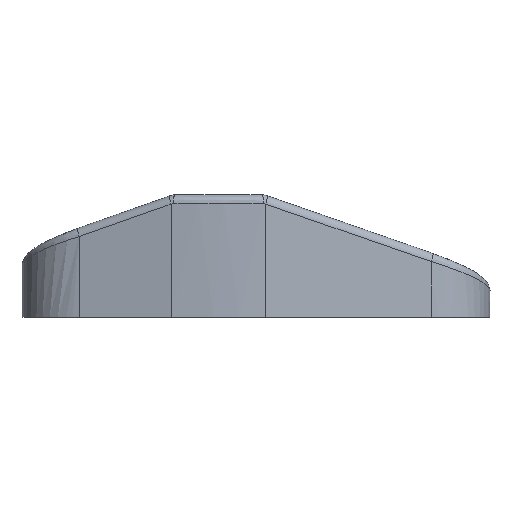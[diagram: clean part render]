
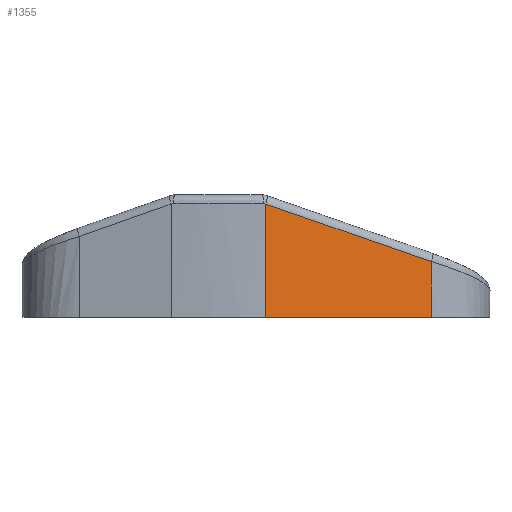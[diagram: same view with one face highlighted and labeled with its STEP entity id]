
A CAD part, front view. The second image highlights one B-rep face of the part: STEP entity #1355.
In plain terms, the highlighted planar face has unit normal (0.166, -0.986, 0).
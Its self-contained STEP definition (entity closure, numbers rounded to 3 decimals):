
#21 = EDGE_CURVE('',#22,#24,#26,.T.);
#22 = VERTEX_POINT('',#23);
#23 = CARTESIAN_POINT('',(52.199,-243.477,39.792
    ));
#24 = VERTEX_POINT('',#25);
#25 = CARTESIAN_POINT('',(52.199,-243.477,169.947
    ));
#26 = SURFACE_CURVE('',#27,(#31,#45),.PCURVE_S1.);
#27 = LINE('',#28,#29);
#28 = CARTESIAN_POINT('',(52.199,-243.477,32.054
    ));
#29 = VECTOR('',#30,1.);
#30 = DIRECTION('',(0.,0.,1.));
#31 = PCURVE('',#32,#40);
#32 = SURFACE_OF_LINEAR_EXTRUSION('',#33,#38);
#33 = CIRCLE('',#34,462.458);
#34 = AXIS2_PLACEMENT_3D('',#35,#36,#37);
#35 = CARTESIAN_POINT('',(1.869,212.301,-27.95
    ));
#36 = DIRECTION('',(0.,-0.131,-0.991)
  );
#37 = DIRECTION('',(0.109,-0.986,0.13));
#38 = VECTOR('',#39,1.);
#39 = DIRECTION('',(0.,0.,1.));
#40 = DEFINITIONAL_REPRESENTATION('',(#41),#44);
#41 = B_SPLINE_CURVE_WITH_KNOTS('',1,(#42,#43),.UNSPECIFIED.,.F.,.F.,(2,
    2),(0.,150.),.PIECEWISE_BEZIER_KNOTS.);
#42 = CARTESIAN_POINT('',(0.,0.));
#43 = CARTESIAN_POINT('',(0.,150.));
#44 = ( GEOMETRIC_REPRESENTATION_CONTEXT(2) 
PARAMETRIC_REPRESENTATION_CONTEXT() REPRESENTATION_CONTEXT('2D SPACE',''
  ) );
#45 = PCURVE('',#46,#51);
#46 = PLANE('',#47);
#47 = AXIS2_PLACEMENT_3D('',#48,#49,#50);
#48 = CARTESIAN_POINT('',(147.277,-227.44,
    74.031));
#49 = DIRECTION('',(0.166,-0.986,0.));
#50 = DIRECTION('',(0.933,0.157,-0.324));
#51 = DEFINITIONAL_REPRESENTATION('',(#52),#56);
#52 = LINE('',#53,#54);
#53 = CARTESIAN_POINT('',(-77.618,-70.954));
#54 = VECTOR('',#55,1.);
#55 = DIRECTION('',(-0.324,0.946));
#56 = ( GEOMETRIC_REPRESENTATION_CONTEXT(2) 
PARAMETRIC_REPRESENTATION_CONTEXT() REPRESENTATION_CONTEXT('2D SPACE',''
  ) );
#96 = PLANE('',#97);
#97 = AXIS2_PLACEMENT_3D('',#98,#99,#100);
#98 = CARTESIAN_POINT('',(-400.,-321.738,39.792));
#99 = DIRECTION('',(0.,0.,1.));
#100 = DIRECTION('',(1.,0.,0.));
#1355 = ADVANCED_FACE('',(#1356),#46,.T.);
#1356 = FACE_BOUND('',#1357,.T.);
#1357 = EDGE_LOOP('',(#1358,#1359,#1380,#1410));
#1358 = ORIENTED_EDGE('',*,*,#21,.F.);
#1359 = ORIENTED_EDGE('',*,*,#1360,.F.);
#1360 = EDGE_CURVE('',#1361,#22,#1363,.T.);
#1361 = VERTEX_POINT('',#1362);
#1362 = CARTESIAN_POINT('',(242.356,-211.404,
    39.792));
#1363 = SURFACE_CURVE('',#1364,(#1368,#1374),.PCURVE_S1.);
#1364 = LINE('',#1365,#1366);
#1365 = CARTESIAN_POINT('',(-126.525,-273.621,
    39.792));
#1366 = VECTOR('',#1367,1.);
#1367 = DIRECTION('',(-0.986,-0.166,0.));
#1368 = PCURVE('',#46,#1369);
#1369 = DEFINITIONAL_REPRESENTATION('',(#1370),#1373);
#1370 = B_SPLINE_CURVE_WITH_KNOTS('',1,(#1371,#1372),.UNSPECIFIED.,.F.,
  .F.,(2,2),(-426.045,-114.86),.PIECEWISE_BEZIER_KNOTS.);
#1371 = CARTESIAN_POINT('',(151.465,15.684));
#1372 = CARTESIAN_POINT('',(-142.932,-85.145));
#1373 = ( GEOMETRIC_REPRESENTATION_CONTEXT(2) 
PARAMETRIC_REPRESENTATION_CONTEXT() REPRESENTATION_CONTEXT('2D SPACE',''
  ) );
#1374 = PCURVE('',#96,#1375);
#1375 = DEFINITIONAL_REPRESENTATION('',(#1376),#1379);
#1376 = B_SPLINE_CURVE_WITH_KNOTS('',1,(#1377,#1378),.UNSPECIFIED.,.F.,
  .F.,(2,2),(-426.045,-114.86),.PIECEWISE_BEZIER_KNOTS.);
#1377 = CARTESIAN_POINT('',(693.586,118.975));
#1378 = CARTESIAN_POINT('',(386.736,67.22));
#1379 = ( GEOMETRIC_REPRESENTATION_CONTEXT(2) 
PARAMETRIC_REPRESENTATION_CONTEXT() REPRESENTATION_CONTEXT('2D SPACE',''
  ) );
#1380 = ORIENTED_EDGE('',*,*,#1381,.T.);
#1381 = EDGE_CURVE('',#1361,#1382,#1384,.T.);
#1382 = VERTEX_POINT('',#1383);
#1383 = CARTESIAN_POINT('',(242.356,-211.404,
    103.9));
#1384 = SURFACE_CURVE('',#1385,(#1389,#1396),.PCURVE_S1.);
#1385 = LINE('',#1386,#1387);
#1386 = CARTESIAN_POINT('',(242.356,-211.404,
    -33.993));
#1387 = VECTOR('',#1388,1.);
#1388 = DIRECTION('',(0.,0.,1.));
#1389 = PCURVE('',#46,#1390);
#1390 = DEFINITIONAL_REPRESENTATION('',(#1391),#1395);
#1391 = LINE('',#1392,#1393);
#1392 = CARTESIAN_POINT('',(126.221,-70.954));
#1393 = VECTOR('',#1394,1.);
#1394 = DIRECTION('',(-0.324,0.946));
#1395 = ( GEOMETRIC_REPRESENTATION_CONTEXT(2) 
PARAMETRIC_REPRESENTATION_CONTEXT() REPRESENTATION_CONTEXT('2D SPACE',''
  ) );
#1396 = PCURVE('',#1397,#1405);
#1397 = SURFACE_OF_LINEAR_EXTRUSION('',#1398,#1403);
#1398 = CIRCLE('',#1399,90.);
#1399 = AXIS2_PLACEMENT_3D('',#1400,#1401,#1402);
#1400 = CARTESIAN_POINT('',(223.644,-124.124,
    -45.483));
#1401 = DIRECTION('',(0.294,0.186,0.937));
#1402 = DIRECTION('',(0.208,-0.97,0.128));
#1403 = VECTOR('',#1404,1.);
#1404 = DIRECTION('',(0.,0.,1.));
#1405 = DEFINITIONAL_REPRESENTATION('',(#1406),#1409);
#1406 = B_SPLINE_CURVE_WITH_KNOTS('',1,(#1407,#1408),.UNSPECIFIED.,.F.,
  .F.,(2,2),(0.,150.),.PIECEWISE_BEZIER_KNOTS.);
#1407 = CARTESIAN_POINT('',(0.,0.));
#1408 = CARTESIAN_POINT('',(0.,150.));
#1409 = ( GEOMETRIC_REPRESENTATION_CONTEXT(2) 
PARAMETRIC_REPRESENTATION_CONTEXT() REPRESENTATION_CONTEXT('2D SPACE',''
  ) );
#1410 = ORIENTED_EDGE('',*,*,#1411,.F.);
#1411 = EDGE_CURVE('',#24,#1382,#1412,.T.);
#1412 = SURFACE_CURVE('',#1413,(#1417,#1424),.PCURVE_S1.);
#1413 = LINE('',#1414,#1415);
#1414 = CARTESIAN_POINT('',(48.539,-244.094,
    171.218));
#1415 = VECTOR('',#1416,1.);
#1416 = DIRECTION('',(0.933,0.157,-0.324));
#1417 = PCURVE('',#46,#1418);
#1418 = DEFINITIONAL_REPRESENTATION('',(#1419),#1423);
#1419 = LINE('',#1420,#1421);
#1420 = CARTESIAN_POINT('',(-126.221,59.5));
#1421 = VECTOR('',#1422,1.);
#1422 = DIRECTION('',(1.,0.));
#1423 = ( GEOMETRIC_REPRESENTATION_CONTEXT(2) 
PARAMETRIC_REPRESENTATION_CONTEXT() REPRESENTATION_CONTEXT('2D SPACE',''
  ) );
#1424 = PCURVE('',#1425,#1430);
#1425 = CYLINDRICAL_SURFACE('',#1426,10.);
#1426 = AXIS2_PLACEMENT_3D('',#1427,#1428,#1429);
#1427 = CARTESIAN_POINT('',(46.876,-234.233,
    171.218));
#1428 = DIRECTION('',(0.933,0.157,-0.324));
#1429 = DIRECTION('',(0.166,-0.986,0.));
#1430 = DEFINITIONAL_REPRESENTATION('',(#1431),#1435);
#1431 = LINE('',#1432,#1433);
#1432 = CARTESIAN_POINT('',(-0.,0.));
#1433 = VECTOR('',#1434,1.);
#1434 = DIRECTION('',(-0.,1.));
#1435 = ( GEOMETRIC_REPRESENTATION_CONTEXT(2) 
PARAMETRIC_REPRESENTATION_CONTEXT() REPRESENTATION_CONTEXT('2D SPACE',''
  ) );
